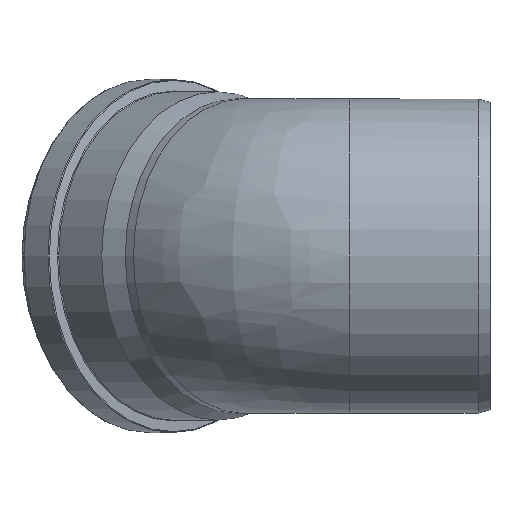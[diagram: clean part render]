
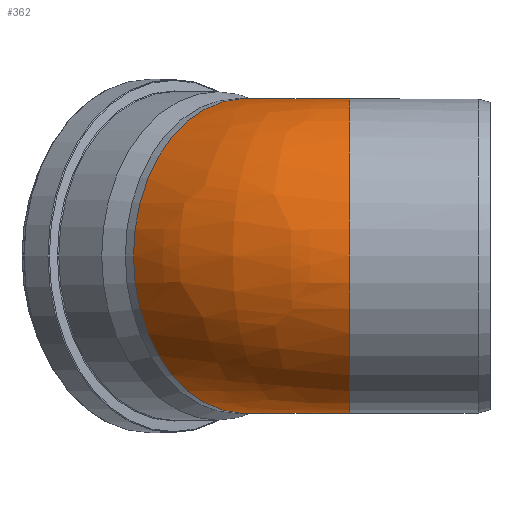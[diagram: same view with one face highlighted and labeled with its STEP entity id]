
A CAD part, left-side view. The second image highlights one B-rep face of the part: STEP entity #362.
In plain terms, the highlighted free-form (B-spline) face has degree [2, 2] with [9, 3] control points.
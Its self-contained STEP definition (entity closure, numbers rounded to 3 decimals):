
#77=CIRCLE('',#399,157.8);
#78=CIRCLE('',#400,157.8);
#110=(
BOUNDED_SURFACE()
B_SPLINE_SURFACE(2,2,((#642,#643,#644),(#645,#646,#647),(#648,#649,#650),
(#651,#652,#653),(#654,#655,#656),(#657,#658,#659),(#660,#661,#662),(#663,
#664,#665),(#666,#667,#668)),.UNSPECIFIED.,.F.,.F.,.F.)
B_SPLINE_SURFACE_WITH_KNOTS((3,2,2,2,3),(3,3),(-2.758,-1.379,
0.,1.379,2.758),(0.,0.785),
 .UNSPECIFIED.)
GEOMETRIC_REPRESENTATION_ITEM()
RATIONAL_B_SPLINE_SURFACE(((1.,0.924,1.),(0.772,
0.713,0.772),(1.,0.924,1.),(0.772,
0.713,0.772),(1.,0.924,1.),(0.772,
0.713,0.772),(1.,0.924,1.),(0.772,
0.713,0.772),(1.,0.924,1.)))
REPRESENTATION_ITEM('')
SURFACE()
);
#113=FACE_OUTER_BOUND('',#147,.T.);
#147=EDGE_LOOP('',(#290,#291,#292,#293));
#213=B_SPLINE_CURVE_WITH_KNOTS('',3,(#624,#625,#626,#627,#628,#629,#630),
 .UNSPECIFIED.,.F.,.F.,(4,3,4),(-0.001,0.108,
0.218),.UNSPECIFIED.);
#214=B_SPLINE_CURVE_WITH_KNOTS('',3,(#634,#635,#636,#637,#638,#639,#640),
 .UNSPECIFIED.,.F.,.F.,(4,3,4),(-0.001,0.108,
0.218),.UNSPECIFIED.);
#215=VERTEX_POINT('',#622);
#216=VERTEX_POINT('',#623);
#217=VERTEX_POINT('',#631);
#218=VERTEX_POINT('',#633);
#249=EDGE_CURVE('',#215,#216,#213,.T.);
#251=EDGE_CURVE('',#218,#217,#214,.T.);
#253=EDGE_CURVE('',#217,#215,#77,.T.);
#254=EDGE_CURVE('',#218,#216,#78,.T.);
#290=ORIENTED_EDGE('',*,*,#251,.T.);
#291=ORIENTED_EDGE('',*,*,#253,.T.);
#292=ORIENTED_EDGE('',*,*,#249,.T.);
#293=ORIENTED_EDGE('',*,*,#254,.F.);
#362=ADVANCED_FACE('',(#113),#110,.F.);
#399=AXIS2_PLACEMENT_3D('',#669,#469,#470);
#400=AXIS2_PLACEMENT_3D('',#670,#471,#472);
#469=DIRECTION('center_axis',(0.,1.,0.));
#470=DIRECTION('ref_axis',(1.,0.,0.));
#471=DIRECTION('center_axis',(0.707,0.707,0.));
#472=DIRECTION('ref_axis',(0.707,-0.707,0.));
#622=CARTESIAN_POINT('',(146.318,141.041,59.091));
#623=CARTESIAN_POINT('',(147.133,143.008,59.091));
#624=CARTESIAN_POINT('Ctrl Pts',(146.318,141.041,59.091));
#625=CARTESIAN_POINT('Ctrl Pts',(146.329,141.401,59.066));
#626=CARTESIAN_POINT('Ctrl Pts',(146.406,141.757,59.053));
#627=CARTESIAN_POINT('Ctrl Pts',(146.544,142.091,59.053));
#628=CARTESIAN_POINT('Ctrl Pts',(146.683,142.431,59.053));
#629=CARTESIAN_POINT('Ctrl Pts',(146.882,142.742,59.065));
#630=CARTESIAN_POINT('Ctrl Pts',(147.133,143.008,59.091));
#631=CARTESIAN_POINT('',(146.318,141.041,-59.091));
#633=CARTESIAN_POINT('',(147.133,143.008,-59.091));
#634=CARTESIAN_POINT('Ctrl Pts',(147.133,143.008,-59.091));
#635=CARTESIAN_POINT('Ctrl Pts',(146.885,142.745,-59.066));
#636=CARTESIAN_POINT('Ctrl Pts',(146.689,142.439,-59.053));
#637=CARTESIAN_POINT('Ctrl Pts',(146.549,142.106,-59.053));
#638=CARTESIAN_POINT('Ctrl Pts',(146.408,141.767,-59.053));
#639=CARTESIAN_POINT('Ctrl Pts',(146.329,141.407,-59.065));
#640=CARTESIAN_POINT('Ctrl Pts',(146.318,141.041,-59.091));
#642=CARTESIAN_POINT('Ctrl Pts',(146.334,141.041,59.052));
#643=CARTESIAN_POINT('Ctrl Pts',(146.334,142.186,59.052));
#644=CARTESIAN_POINT('Ctrl Pts',(147.144,142.996,59.052));
#645=CARTESIAN_POINT('Ctrl Pts',(97.645,141.041,179.706));
#646=CARTESIAN_POINT('Ctrl Pts',(97.645,162.354,179.706));
#647=CARTESIAN_POINT('Ctrl Pts',(112.716,177.425,179.706));
#648=CARTESIAN_POINT('Ctrl Pts',(-30.077,141.041,154.907));
#649=CARTESIAN_POINT('Ctrl Pts',(-30.077,215.258,154.907));
#650=CARTESIAN_POINT('Ctrl Pts',(22.402,267.738,154.907));
#651=CARTESIAN_POINT('Ctrl Pts',(-157.8,141.041,130.108));
#652=CARTESIAN_POINT('Ctrl Pts',(-157.8,268.163,130.108));
#653=CARTESIAN_POINT('Ctrl Pts',(-67.911,358.052,130.108));
#654=CARTESIAN_POINT('Ctrl Pts',(-157.8,141.041,0.));
#655=CARTESIAN_POINT('Ctrl Pts',(-157.8,268.163,0.));
#656=CARTESIAN_POINT('Ctrl Pts',(-67.911,358.052,0.));
#657=CARTESIAN_POINT('Ctrl Pts',(-157.8,141.041,-130.108));
#658=CARTESIAN_POINT('Ctrl Pts',(-157.8,268.163,-130.108));
#659=CARTESIAN_POINT('Ctrl Pts',(-67.911,358.052,-130.108));
#660=CARTESIAN_POINT('Ctrl Pts',(-30.077,141.041,-154.907));
#661=CARTESIAN_POINT('Ctrl Pts',(-30.077,215.258,-154.907));
#662=CARTESIAN_POINT('Ctrl Pts',(22.402,267.738,-154.907));
#663=CARTESIAN_POINT('Ctrl Pts',(97.645,141.041,-179.706));
#664=CARTESIAN_POINT('Ctrl Pts',(97.645,162.354,-179.706));
#665=CARTESIAN_POINT('Ctrl Pts',(112.716,177.425,-179.706));
#666=CARTESIAN_POINT('Ctrl Pts',(146.334,141.041,-59.052));
#667=CARTESIAN_POINT('Ctrl Pts',(146.334,142.186,-59.052));
#668=CARTESIAN_POINT('Ctrl Pts',(147.144,142.996,-59.052));
#669=CARTESIAN_POINT('Origin',(0.,141.041,0.));
#670=CARTESIAN_POINT('Origin',(43.67,246.47,0.));
